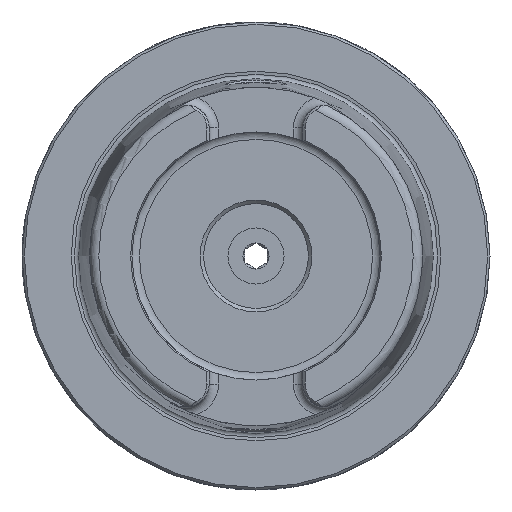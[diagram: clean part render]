
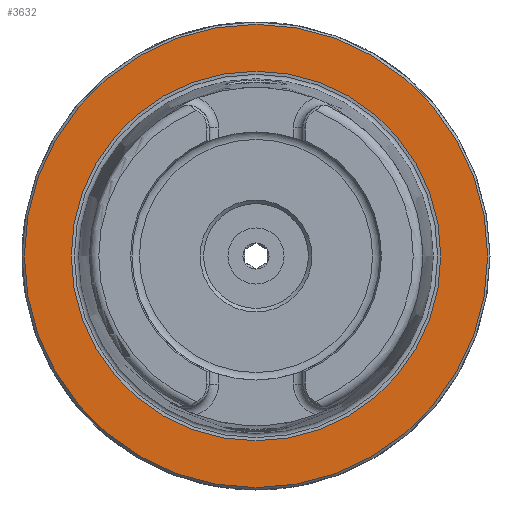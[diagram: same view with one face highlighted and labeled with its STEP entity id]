
A CAD part, left-side view. The second image highlights one B-rep face of the part: STEP entity #3632.
In plain terms, the highlighted planar face has unit normal (-1, 0, 0).
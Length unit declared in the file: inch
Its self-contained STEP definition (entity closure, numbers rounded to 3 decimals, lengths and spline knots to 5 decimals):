
#839=FACE_BOUND('',#1208,.T.);
#942=FACE_OUTER_BOUND('',#1207,.T.);
#1207=EDGE_LOOP('',(#2714));
#1208=EDGE_LOOP('',(#2715));
#1471=CIRCLE('',#3898,1.94882);
#1472=CIRCLE('',#3900,1.55442);
#1729=VERTEX_POINT('',#6740);
#1730=VERTEX_POINT('',#6743);
#2111=EDGE_CURVE('',#1729,#1729,#1471,.T.);
#2112=EDGE_CURVE('',#1730,#1730,#1472,.T.);
#2714=ORIENTED_EDGE('',*,*,#2111,.F.);
#2715=ORIENTED_EDGE('',*,*,#2112,.T.);
#3504=PLANE('',#3899);
#3632=ADVANCED_FACE('',(#942,#839),#3504,.T.);
#3898=AXIS2_PLACEMENT_3D('',#6741,#4423,#4424);
#3899=AXIS2_PLACEMENT_3D('',#6742,#4425,#4426);
#3900=AXIS2_PLACEMENT_3D('',#6744,#4427,#4428);
#4423=DIRECTION('center_axis',(1.,0.,0.));
#4424=DIRECTION('ref_axis',(0.,-1.,0.));
#4425=DIRECTION('center_axis',(-1.,0.,0.));
#4426=DIRECTION('ref_axis',(0.,0.,1.));
#4427=DIRECTION('center_axis',(1.,0.,0.));
#4428=DIRECTION('ref_axis',(0.,1.,0.));
#6740=CARTESIAN_POINT('',(0.,1.94882,0.));
#6741=CARTESIAN_POINT('Origin',(0.,0.,0.));
#6742=CARTESIAN_POINT('Origin',(0.,0.98425,0.));
#6743=CARTESIAN_POINT('',(0.,1.55442,0.));
#6744=CARTESIAN_POINT('Origin',(0.,0.,0.));
